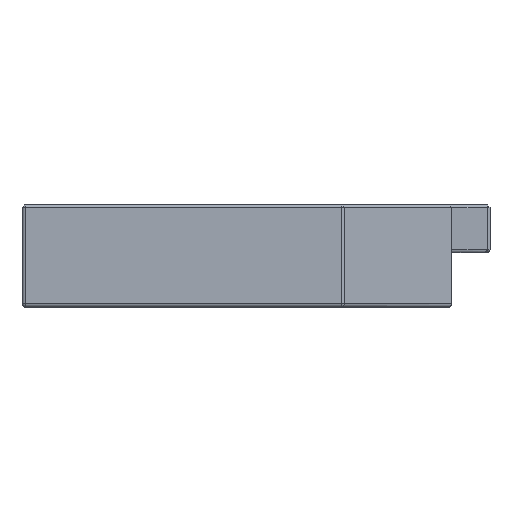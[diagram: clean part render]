
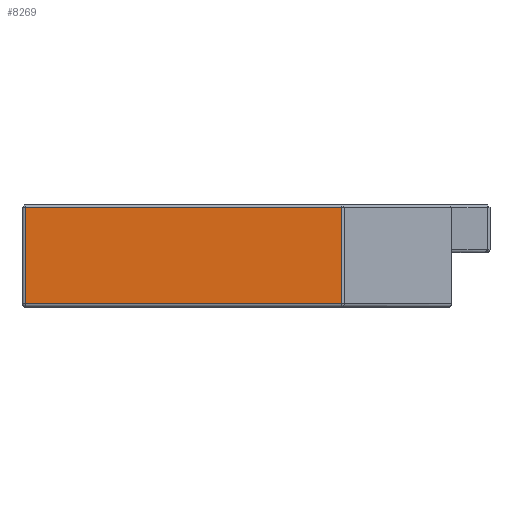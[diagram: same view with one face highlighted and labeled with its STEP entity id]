
A CAD part, left-side view. The second image highlights one B-rep face of the part: STEP entity #8269.
In plain terms, the highlighted planar face has unit normal (-1, 0, 0).
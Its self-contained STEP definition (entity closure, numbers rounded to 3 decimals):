
#902=FACE_OUTER_BOUND('',#1405,.T.);
#1405=EDGE_LOOP('',(#6604,#6605,#6606,#6607));
#2226=LINE('',#13804,#3057);
#2235=LINE('',#13827,#3066);
#2236=LINE('',#13831,#3067);
#2237=LINE('',#13832,#3068);
#3057=VECTOR('',#10727,10.);
#3066=VECTOR('',#10758,10.);
#3067=VECTOR('',#10763,10.);
#3068=VECTOR('',#10764,10.);
#3974=VERTEX_POINT('',#13798);
#3975=VERTEX_POINT('',#13802);
#3978=VERTEX_POINT('',#13826);
#3979=VERTEX_POINT('',#13830);
#4926=EDGE_CURVE('',#3974,#3975,#2226,.T.);
#4937=EDGE_CURVE('',#3975,#3978,#2235,.T.);
#4939=EDGE_CURVE('',#3979,#3974,#2236,.T.);
#4940=EDGE_CURVE('',#3978,#3979,#2237,.T.);
#6604=ORIENTED_EDGE('',*,*,#4926,.F.);
#6605=ORIENTED_EDGE('',*,*,#4939,.F.);
#6606=ORIENTED_EDGE('',*,*,#4940,.F.);
#6607=ORIENTED_EDGE('',*,*,#4937,.F.);
#7971=PLANE('',#8989);
#8269=ADVANCED_FACE('',(#902),#7971,.T.);
#8989=AXIS2_PLACEMENT_3D('',#13829,#10761,#10762);
#10727=DIRECTION('',(0.,-1.,0.));
#10758=DIRECTION('',(0.,0.,-1.));
#10761=DIRECTION('center_axis',(-1.,0.,0.));
#10762=DIRECTION('ref_axis',(0.,1.,0.));
#10763=DIRECTION('',(0.,0.,1.));
#10764=DIRECTION('',(0.,1.,0.));
#13798=CARTESIAN_POINT('',(0.,67.5,-0.4));
#13802=CARTESIAN_POINT('',(0.,21.117,-0.4));
#13804=CARTESIAN_POINT('',(0.,28.705,-0.4));
#13826=CARTESIAN_POINT('',(0.,21.117,-14.5));
#13827=CARTESIAN_POINT('',(0.,21.117,0.));
#13829=CARTESIAN_POINT('Origin',(0.,20.91,0.));
#13830=CARTESIAN_POINT('',(0.,67.5,-14.5));
#13831=CARTESIAN_POINT('',(0.,67.5,0.));
#13832=CARTESIAN_POINT('',(0.,28.705,-14.5));
